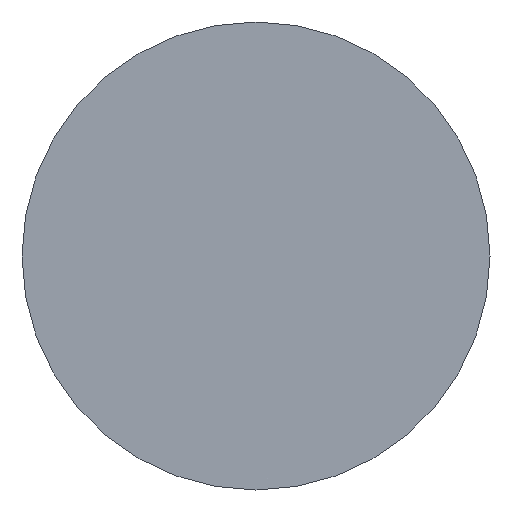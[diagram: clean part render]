
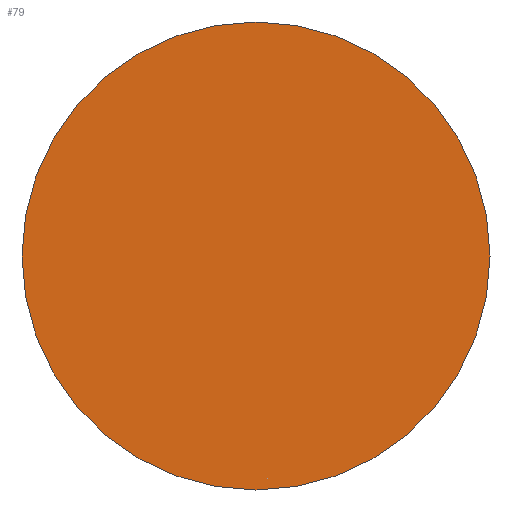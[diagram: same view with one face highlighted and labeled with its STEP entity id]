
A CAD part, left-side view. The second image highlights one B-rep face of the part: STEP entity #79.
In plain terms, the highlighted planar face has unit normal (-1, 0, 0).
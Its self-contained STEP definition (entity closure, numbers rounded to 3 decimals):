
#12 = AXIS2_PLACEMENT_3D ( 'NONE', #21, #124, #76 ) ;
#18 = CARTESIAN_POINT ( 'NONE',  ( 211.144, 4.507, 0. ) ) ;
#21 = CARTESIAN_POINT ( 'NONE',  ( 211.144, 4.507, 0. ) ) ;
#28 = CIRCLE ( 'NONE', #108, 6.35 ) ;
#30 = DIRECTION ( 'NONE',  ( -1., 0., 0. ) ) ;
#36 = CARTESIAN_POINT ( 'NONE',  ( 211.144, 4.507, 0. ) ) ;
#39 = CARTESIAN_POINT ( 'NONE',  ( 211.144, 4.507, -6.35 ) ) ;
#46 = EDGE_LOOP ( 'NONE', ( #103, #96 ) ) ;
#51 = PLANE ( 'NONE',  #184 ) ;
#57 = CIRCLE ( 'NONE', #12, 6.35 ) ;
#65 = VERTEX_POINT ( 'NONE', #39 ) ;
#75 = CARTESIAN_POINT ( 'NONE',  ( 211.144, 4.507, 6.35 ) ) ;
#76 = DIRECTION ( 'NONE',  ( 0., 0., 1. ) ) ;
#79 = ADVANCED_FACE ( 'NONE', ( #173 ), #51, .F. ) ;
#85 = VERTEX_POINT ( 'NONE', #75 ) ;
#96 = ORIENTED_EDGE ( 'NONE', *, *, #128, .T. ) ;
#103 = ORIENTED_EDGE ( 'NONE', *, *, #117, .T. ) ;
#108 = AXIS2_PLACEMENT_3D ( 'NONE', #18, #30, #118 ) ;
#117 = EDGE_CURVE ( 'NONE', #85, #65, #57, .T. ) ;
#118 = DIRECTION ( 'NONE',  ( 0., 0., 1. ) ) ;
#124 = DIRECTION ( 'NONE',  ( -1., 0., 0. ) ) ;
#128 = EDGE_CURVE ( 'NONE', #65, #85, #28, .T. ) ;
#137 = DIRECTION ( 'NONE',  ( 0., 0., -1. ) ) ;
#167 = DIRECTION ( 'NONE',  ( 1., 0., 0. ) ) ;
#173 = FACE_OUTER_BOUND ( 'NONE', #46, .T. ) ;
#184 = AXIS2_PLACEMENT_3D ( 'NONE', #36, #167, #137 ) ;
